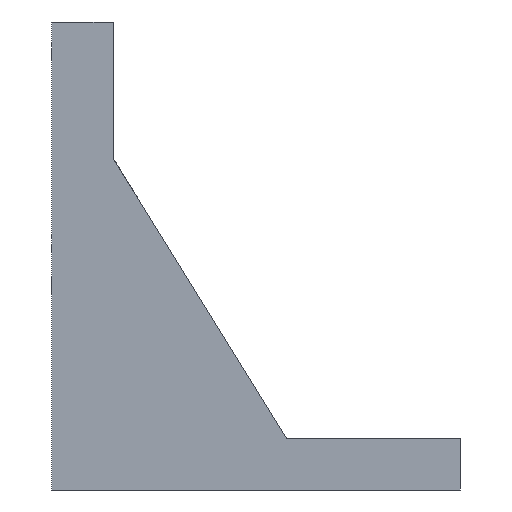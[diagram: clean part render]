
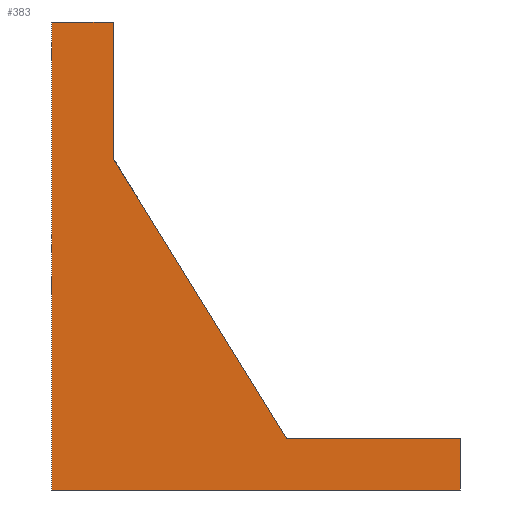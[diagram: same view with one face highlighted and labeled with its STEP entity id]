
A CAD part, left-side view. The second image highlights one B-rep face of the part: STEP entity #383.
In plain terms, the highlighted planar face has unit normal (-1, 0, 0).
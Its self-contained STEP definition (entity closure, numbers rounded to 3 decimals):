
#41=FACE_OUTER_BOUND('',#62,.T.);
#62=EDGE_LOOP('',(#268,#269,#270,#271,#272,#273,#274));
#88=LINE('',#561,#130);
#89=LINE('',#564,#131);
#92=LINE('',#572,#134);
#93=LINE('',#574,#135);
#94=LINE('',#576,#136);
#95=LINE('',#578,#137);
#96=LINE('',#579,#138);
#130=VECTOR('',#453,10.);
#131=VECTOR('',#456,10.);
#134=VECTOR('',#463,10.);
#135=VECTOR('',#464,10.);
#136=VECTOR('',#465,10.);
#137=VECTOR('',#466,10.);
#138=VECTOR('',#467,10.);
#170=VERTEX_POINT('',#555);
#172=VERTEX_POINT('',#559);
#173=VERTEX_POINT('',#563);
#176=VERTEX_POINT('',#571);
#177=VERTEX_POINT('',#573);
#178=VERTEX_POINT('',#575);
#179=VERTEX_POINT('',#577);
#208=EDGE_CURVE('',#170,#172,#88,.T.);
#209=EDGE_CURVE('',#173,#170,#89,.T.);
#213=EDGE_CURVE('',#176,#172,#92,.T.);
#214=EDGE_CURVE('',#176,#177,#93,.T.);
#215=EDGE_CURVE('',#177,#178,#94,.T.);
#216=EDGE_CURVE('',#179,#178,#95,.T.);
#217=EDGE_CURVE('',#173,#179,#96,.T.);
#268=ORIENTED_EDGE('',*,*,#208,.T.);
#269=ORIENTED_EDGE('',*,*,#213,.F.);
#270=ORIENTED_EDGE('',*,*,#214,.T.);
#271=ORIENTED_EDGE('',*,*,#215,.T.);
#272=ORIENTED_EDGE('',*,*,#216,.F.);
#273=ORIENTED_EDGE('',*,*,#217,.F.);
#274=ORIENTED_EDGE('',*,*,#209,.T.);
#369=PLANE('',#418);
#383=ADVANCED_FACE('',(#41),#369,.T.);
#418=AXIS2_PLACEMENT_3D('',#570,#461,#462);
#453=DIRECTION('',(0.,1.,0.));
#456=DIRECTION('',(0.,0.,1.));
#461=DIRECTION('center_axis',(-1.,0.,0.));
#462=DIRECTION('ref_axis',(0.,-1.,0.));
#463=DIRECTION('',(0.,0.,1.));
#464=DIRECTION('',(0.,-1.,0.));
#465=DIRECTION('',(0.,0.,1.));
#466=DIRECTION('',(0.,-1.,0.));
#467=DIRECTION('',(0.,-0.526,-0.851));
#555=CARTESIAN_POINT('',(-12.5,68.,91.687));
#559=CARTESIAN_POINT('',(-12.5,80.,91.687));
#561=CARTESIAN_POINT('',(-12.5,80.,91.687));
#563=CARTESIAN_POINT('',(-12.5,68.,65.));
#564=CARTESIAN_POINT('',(-12.5,68.,10.));
#570=CARTESIAN_POINT('Origin',(-12.5,80.,0.));
#571=CARTESIAN_POINT('',(-12.5,80.,0.));
#572=CARTESIAN_POINT('',(-12.5,80.,0.));
#573=CARTESIAN_POINT('',(-12.5,0.,0.));
#574=CARTESIAN_POINT('',(-12.5,80.,0.));
#575=CARTESIAN_POINT('',(-12.5,0.,10.));
#576=CARTESIAN_POINT('',(-12.5,0.,0.));
#577=CARTESIAN_POINT('',(-12.5,34.,10.));
#578=CARTESIAN_POINT('',(-12.5,80.,10.));
#579=CARTESIAN_POINT('',(-12.5,42.5,23.75));
